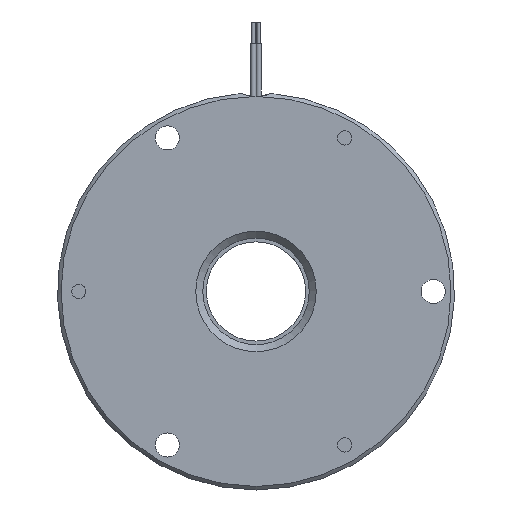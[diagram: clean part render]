
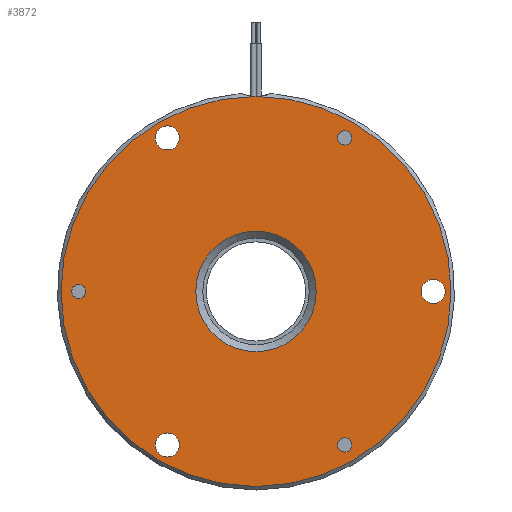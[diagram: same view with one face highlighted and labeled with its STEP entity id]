
A CAD part, left-side view. The second image highlights one B-rep face of the part: STEP entity #3872.
In plain terms, the highlighted planar face has unit normal (-1, 0, 0).
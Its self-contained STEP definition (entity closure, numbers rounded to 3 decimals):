
#4 = EDGE_LOOP ( 'NONE', ( #120 ) ) ;
#120 = ORIENTED_EDGE ( 'NONE', *, *, #2589, .T. ) ;
#170 = CIRCLE ( 'NONE', #4171, 1.7 ) ;
#188 = AXIS2_PLACEMENT_3D ( 'NONE', #4475, #3417, #3814 ) ;
#274 = CARTESIAN_POINT ( 'NONE',  ( 0., 0., 8.5 ) ) ;
#293 = DIRECTION ( 'NONE',  ( 1., 0., 0. ) ) ;
#314 = CARTESIAN_POINT ( 'NONE',  ( 0., 25., 0. ) ) ;
#320 = DIRECTION ( 'NONE',  ( -1., 0., 0. ) ) ;
#423 = EDGE_LOOP ( 'NONE', ( #3953 ) ) ;
#466 = CIRCLE ( 'NONE', #1362, 1.7 ) ;
#610 = CARTESIAN_POINT ( 'NONE',  ( 0., 8.5, 0. ) ) ;
#630 = CARTESIAN_POINT ( 'NONE',  ( 0., 12.5, 19.951 ) ) ;
#634 = PLANE ( 'NONE',  #3795 ) ;
#752 = EDGE_CURVE ( 'NONE', #892, #892, #3356, .T. ) ;
#825 = CARTESIAN_POINT ( 'NONE',  ( 0., -12.5, 21.651 ) ) ;
#853 = CIRCLE ( 'NONE', #3792, 1. ) ;
#892 = VERTEX_POINT ( 'NONE', #4097 ) ;
#959 = EDGE_CURVE ( 'NONE', #1948, #1948, #1389, .T. ) ;
#961 = VERTEX_POINT ( 'NONE', #274 ) ;
#1047 = EDGE_CURVE ( 'NONE', #3483, #3483, #3567, .T. ) ;
#1053 = EDGE_LOOP ( 'NONE', ( #2659 ) ) ;
#1123 = DIRECTION ( 'NONE',  ( 0., -0.866, 0.5 ) ) ;
#1156 = EDGE_LOOP ( 'NONE', ( #2860 ) ) ;
#1267 = DIRECTION ( 'NONE',  ( 1., 0., 0. ) ) ;
#1307 = VERTEX_POINT ( 'NONE', #630 ) ;
#1362 = AXIS2_PLACEMENT_3D ( 'NONE', #1498, #2940, #4381 ) ;
#1375 = DIRECTION ( 'NONE',  ( 0., 0., 1. ) ) ;
#1389 = CIRCLE ( 'NONE', #188, 1. ) ;
#1495 = EDGE_LOOP ( 'NONE', ( #2142 ) ) ;
#1498 = CARTESIAN_POINT ( 'NONE',  ( 0., -25., 0. ) ) ;
#1568 = DIRECTION ( 'NONE',  ( 0., 0., 1. ) ) ;
#1645 = CARTESIAN_POINT ( 'NONE',  ( 0., -13.366, -21.151 ) ) ;
#1662 = CARTESIAN_POINT ( 'NONE',  ( 0., 25., -1. ) ) ;
#1716 = EDGE_LOOP ( 'NONE', ( #2492 ) ) ;
#1948 = VERTEX_POINT ( 'NONE', #1645 ) ;
#1971 = CARTESIAN_POINT ( 'NONE',  ( 0., 0., 0. ) ) ;
#2017 = CARTESIAN_POINT ( 'NONE',  ( 0., -23.528, 0.85 ) ) ;
#2041 = DIRECTION ( 'NONE',  ( 1., 0., 0. ) ) ;
#2092 = FACE_BOUND ( 'NONE', #4, .T. ) ;
#2142 = ORIENTED_EDGE ( 'NONE', *, *, #2360, .T. ) ;
#2360 = EDGE_CURVE ( 'NONE', #3464, #3464, #466, .T. ) ;
#2400 = FACE_BOUND ( 'NONE', #1053, .T. ) ;
#2446 = FACE_BOUND ( 'NONE', #2500, .T. ) ;
#2486 = ORIENTED_EDGE ( 'NONE', *, *, #3693, .T. ) ;
#2492 = ORIENTED_EDGE ( 'NONE', *, *, #1047, .T. ) ;
#2500 = EDGE_LOOP ( 'NONE', ( #2486 ) ) ;
#2589 = EDGE_CURVE ( 'NONE', #3440, #3440, #2951, .T. ) ;
#2659 = ORIENTED_EDGE ( 'NONE', *, *, #752, .T. ) ;
#2749 = CARTESIAN_POINT ( 'NONE',  ( 0., -11.634, 22.151 ) ) ;
#2773 = EDGE_CURVE ( 'NONE', #961, #961, #2875, .T. ) ;
#2783 = EDGE_LOOP ( 'NONE', ( #3349 ) ) ;
#2860 = ORIENTED_EDGE ( 'NONE', *, *, #959, .T. ) ;
#2875 = CIRCLE ( 'NONE', #4086, 8.5 ) ;
#2898 = CARTESIAN_POINT ( 'NONE',  ( 0., 12.5, -21.651 ) ) ;
#2940 = DIRECTION ( 'NONE',  ( 1., 0., 0. ) ) ;
#2951 = CIRCLE ( 'NONE', #3563, 1. ) ;
#2967 = DIRECTION ( 'NONE',  ( 0., 0.866, 0.5 ) ) ;
#3040 = DIRECTION ( 'NONE',  ( -1., 0., 0. ) ) ;
#3091 = FACE_BOUND ( 'NONE', #1156, .T. ) ;
#3227 = DIRECTION ( 'NONE',  ( 0., 0., -1. ) ) ;
#3272 = DIRECTION ( 'NONE',  ( 1., 0., 0. ) ) ;
#3349 = ORIENTED_EDGE ( 'NONE', *, *, #3519, .T. ) ;
#3356 = CIRCLE ( 'NONE', #3964, 1.7 ) ;
#3417 = DIRECTION ( 'NONE',  ( 1., 0., 0. ) ) ;
#3440 = VERTEX_POINT ( 'NONE', #1662 ) ;
#3445 = FACE_OUTER_BOUND ( 'NONE', #1716, .T. ) ;
#3464 = VERTEX_POINT ( 'NONE', #2017 ) ;
#3483 = VERTEX_POINT ( 'NONE', #4295 ) ;
#3486 = VERTEX_POINT ( 'NONE', #2749 ) ;
#3512 = FACE_BOUND ( 'NONE', #2783, .T. ) ;
#3519 = EDGE_CURVE ( 'NONE', #1307, #1307, #170, .T. ) ;
#3563 = AXIS2_PLACEMENT_3D ( 'NONE', #314, #293, #4210 ) ;
#3567 = CIRCLE ( 'NONE', #4316, 27.5 ) ;
#3606 = CARTESIAN_POINT ( 'NONE',  ( 0., 0., 0. ) ) ;
#3614 = DIRECTION ( 'NONE',  ( 1., 0., 0. ) ) ;
#3693 = EDGE_CURVE ( 'NONE', #3486, #3486, #853, .T. ) ;
#3792 = AXIS2_PLACEMENT_3D ( 'NONE', #825, #1267, #2967 ) ;
#3794 = FACE_BOUND ( 'NONE', #1495, .T. ) ;
#3795 = AXIS2_PLACEMENT_3D ( 'NONE', #610, #2041, #4522 ) ;
#3814 = DIRECTION ( 'NONE',  ( 0., -0.866, 0.5 ) ) ;
#3840 = FACE_BOUND ( 'NONE', #423, .T. ) ;
#3872 = ADVANCED_FACE ( 'NONE', ( #2400, #3794, #3512, #3091, #2446, #2092, #3840, #3445 ), #634, .F. ) ;
#3953 = ORIENTED_EDGE ( 'NONE', *, *, #2773, .F. ) ;
#3964 = AXIS2_PLACEMENT_3D ( 'NONE', #2898, #3272, #1123 ) ;
#4086 = AXIS2_PLACEMENT_3D ( 'NONE', #1971, #3040, #1568 ) ;
#4097 = CARTESIAN_POINT ( 'NONE',  ( 0., 11.028, -20.801 ) ) ;
#4171 = AXIS2_PLACEMENT_3D ( 'NONE', #4339, #3614, #3227 ) ;
#4210 = DIRECTION ( 'NONE',  ( 0., 0., -1. ) ) ;
#4295 = CARTESIAN_POINT ( 'NONE',  ( 0., 0., 27.5 ) ) ;
#4316 = AXIS2_PLACEMENT_3D ( 'NONE', #3606, #320, #1375 ) ;
#4339 = CARTESIAN_POINT ( 'NONE',  ( 0., 12.5, 21.651 ) ) ;
#4381 = DIRECTION ( 'NONE',  ( 0., 0.866, 0.5 ) ) ;
#4475 = CARTESIAN_POINT ( 'NONE',  ( 0., -12.5, -21.651 ) ) ;
#4522 = DIRECTION ( 'NONE',  ( 0., 0., -1. ) ) ;
